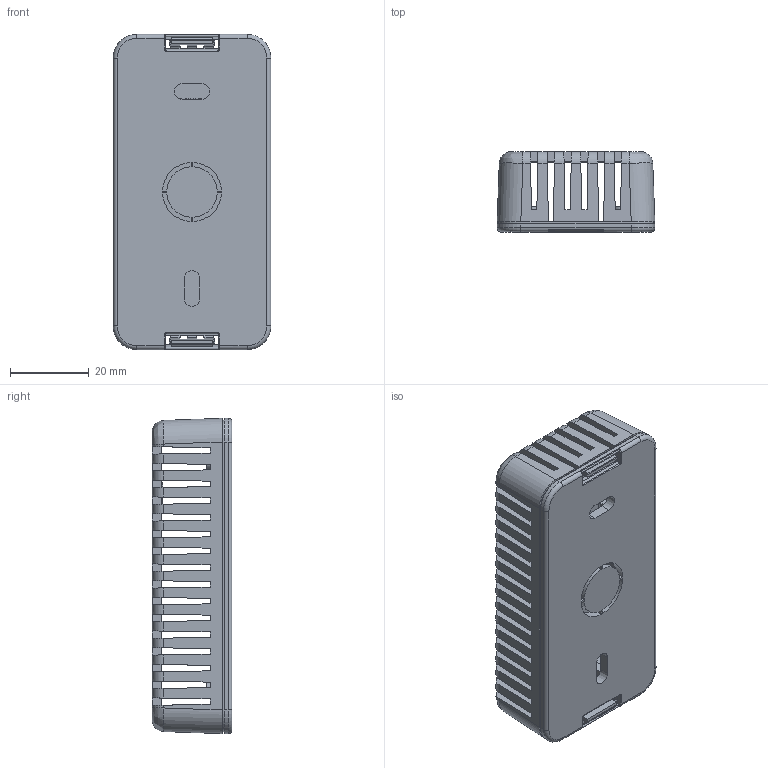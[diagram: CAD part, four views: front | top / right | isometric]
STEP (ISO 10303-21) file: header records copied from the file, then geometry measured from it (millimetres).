
FILE_DESCRIPTION(/* description */ (''),/* implementation_level */ '2;1');
FILE_NAME(/* name */ '1551V2.stp',/* time_stamp */ '2021-01-18T10:41:11-05:00',/* author */ ('mbeerman'),/* organization */ (''),/* preprocessor_version */ 'ST-DEVELOPER v18.1',/* originating_system */ 'Autodesk Inventor 2020',/* authorisation */ '');
FILE_SCHEMA (('AUTOMOTIVE_DESIGN { 1 0 10303 214 3 1 1 }'));
Length unit declared in the file: millimetre
Products named in the file (3): 1551V1; 1551V1 BOT2; 1551V1 TOP1
Assembly tree (2 placements, depth 2):
  1551V1
    1551V1 BOT2
    1551V1 TOP1
Bounding box: 40 x 20.3 x 80 mm (x, y, z)
Volume: 20326.6 mm3; surface area: 22258.6 mm2
Topology: 2 solids, 2 shells, 895 faces, 2737 edges, 1800 vertices
Faces by surface type: plane 554, bspline 158, cylinder 146, cone 33, torus 4
Entity records: 32501 total; most frequent: CARTESIAN_POINT 8424, ORIENTED_EDGE 5466, DIRECTION 4355, EDGE_CURVE 2733, LINE 2043, VECTOR 2043, VERTEX_POINT 1800, AXIS2_PLACEMENT_3D 1156
